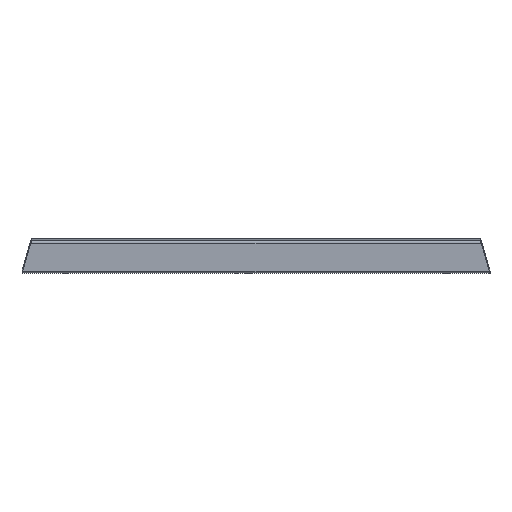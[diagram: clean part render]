
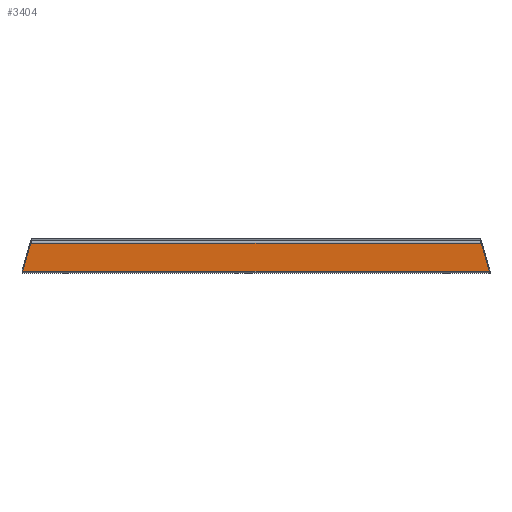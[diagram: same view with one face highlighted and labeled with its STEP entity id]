
A CAD part, front view. The second image highlights one B-rep face of the part: STEP entity #3404.
In plain terms, the highlighted planar face has unit normal (0, -0.999, -0.041).
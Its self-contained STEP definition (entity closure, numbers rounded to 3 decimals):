
#117 = PLANE('',#118);
#118 = AXIS2_PLACEMENT_3D('',#119,#120,#121);
#119 = CARTESIAN_POINT('',(-275.441,-0.197,
    30.727));
#120 = DIRECTION('',(-0.961,-0.011,0.277)
  );
#121 = DIRECTION('',(0.,-0.999,
    -0.041));
#217 = PLANE('',#218);
#218 = AXIS2_PLACEMENT_3D('',#219,#220,#221);
#219 = CARTESIAN_POINT('',(275.441,-0.197,
    30.727));
#220 = DIRECTION('',(-0.961,0.011,-0.277)
  );
#221 = DIRECTION('',(0.,-0.999,
    -0.041));
#1672 = VERTEX_POINT('',#1673);
#1673 = CARTESIAN_POINT('',(-289.206,-33.237,
    -18.298));
#1693 = CYLINDRICAL_SURFACE('',#1694,2.5);
#1694 = AXIS2_PLACEMENT_3D('',#1695,#1696,#1697);
#1695 = CARTESIAN_POINT('',(284.487,-30.739,
    -18.196));
#1696 = DIRECTION('',(-1.,0.,0.));
#1697 = DIRECTION('',(0.,-0.041,
    0.999));
#1920 = VERTEX_POINT('',#1921);
#1921 = CARTESIAN_POINT('',(-279.094,-34.656,
    16.674));
#1939 = CYLINDRICAL_SURFACE('',#1940,2.5);
#1940 = AXIS2_PLACEMENT_3D('',#1941,#1942,#1943);
#1941 = CARTESIAN_POINT('',(284.487,-32.158,
    16.775));
#1942 = DIRECTION('',(-1.,0.,0.));
#1943 = DIRECTION('',(0.,-0.041,
    0.999));
#1973 = EDGE_CURVE('',#1672,#1920,#1974,.T.);
#1974 = SURFACE_CURVE('',#1975,(#1979,#1986),.PCURVE_S1.);
#1975 = LINE('',#1976,#1977);
#1976 = CARTESIAN_POINT('',(-289.206,-33.237,
    -18.298));
#1977 = VECTOR('',#1978,1.);
#1978 = DIRECTION('',(0.278,-0.039,0.96)
  );
#1979 = PCURVE('',#117,#1980);
#1980 = DEFINITIONAL_REPRESENTATION('',(#1981),#1985);
#1981 = LINE('',#1982,#1983);
#1982 = CARTESIAN_POINT('',(35.,-49.593));
#1983 = VECTOR('',#1984,1.);
#1984 = DIRECTION('',(0.,1.));
#1985 = ( GEOMETRIC_REPRESENTATION_CONTEXT(2) 
PARAMETRIC_REPRESENTATION_CONTEXT() REPRESENTATION_CONTEXT('2D SPACE',''
  ) );
#1986 = PCURVE('',#1987,#1992);
#1987 = PLANE('',#1988);
#1988 = AXIS2_PLACEMENT_3D('',#1989,#1990,#1991);
#1989 = CARTESIAN_POINT('',(284.487,-33.237,
    -18.298));
#1990 = DIRECTION('',(0.,-0.999,
    -0.041));
#1991 = DIRECTION('',(0.,-0.041,
    0.999));
#1992 = DEFINITIONAL_REPRESENTATION('',(#1993),#1997);
#1993 = LINE('',#1994,#1995);
#1994 = CARTESIAN_POINT('',(0.,573.693));
#1995 = VECTOR('',#1996,1.);
#1996 = DIRECTION('',(0.961,-0.278));
#1997 = ( GEOMETRIC_REPRESENTATION_CONTEXT(2) 
PARAMETRIC_REPRESENTATION_CONTEXT() REPRESENTATION_CONTEXT('2D SPACE',''
  ) );
#2012 = VERTEX_POINT('',#2013);
#2013 = CARTESIAN_POINT('',(289.206,-33.237,
    -18.298));
#2062 = EDGE_CURVE('',#1672,#2012,#2063,.T.);
#2063 = SURFACE_CURVE('',#2064,(#2068,#2097),.PCURVE_S1.);
#2064 = LINE('',#2065,#2066);
#2065 = CARTESIAN_POINT('',(-289.206,-33.237,
    -18.298));
#2066 = VECTOR('',#2067,1.);
#2067 = DIRECTION('',(1.,0.,0.));
#2068 = PCURVE('',#1693,#2069);
#2069 = DEFINITIONAL_REPRESENTATION('',(#2070),#2096);
#2070 = B_SPLINE_CURVE_WITH_KNOTS('',3,(#2071,#2072,#2073,#2074,#2075,
    #2076,#2077,#2078,#2079,#2080,#2081,#2082,#2083,#2084,#2085,#2086,
    #2087,#2088,#2089,#2090,#2091,#2092,#2093,#2094,#2095),
  .UNSPECIFIED.,.F.,.F.,(4,1,1,1,1,1,1,1,1,1,1,1,1,1,1,1,1,1,1,1,1,1,4),
  (0.,26.291,52.583,78.874,105.166,
    131.457,157.749,184.04,210.331,
    236.623,262.914,289.206,315.497,
    341.788,368.08,394.371,420.663,
    446.954,473.246,499.537,525.828,
    552.12,578.411),.QUASI_UNIFORM_KNOTS.);
#2071 = CARTESIAN_POINT('',(4.712,573.693));
#2072 = CARTESIAN_POINT('',(4.712,564.929));
#2073 = CARTESIAN_POINT('',(4.712,547.401));
#2074 = CARTESIAN_POINT('',(4.712,521.11));
#2075 = CARTESIAN_POINT('',(4.712,494.818));
#2076 = CARTESIAN_POINT('',(4.712,468.527));
#2077 = CARTESIAN_POINT('',(4.712,442.236));
#2078 = CARTESIAN_POINT('',(4.712,415.944));
#2079 = CARTESIAN_POINT('',(4.712,389.653));
#2080 = CARTESIAN_POINT('',(4.712,363.361));
#2081 = CARTESIAN_POINT('',(4.712,337.07));
#2082 = CARTESIAN_POINT('',(4.712,310.778));
#2083 = CARTESIAN_POINT('',(4.712,284.487));
#2084 = CARTESIAN_POINT('',(4.712,258.196));
#2085 = CARTESIAN_POINT('',(4.712,231.904));
#2086 = CARTESIAN_POINT('',(4.712,205.613));
#2087 = CARTESIAN_POINT('',(4.712,179.321));
#2088 = CARTESIAN_POINT('',(4.712,153.03));
#2089 = CARTESIAN_POINT('',(4.712,126.739));
#2090 = CARTESIAN_POINT('',(4.712,100.447));
#2091 = CARTESIAN_POINT('',(4.712,74.156));
#2092 = CARTESIAN_POINT('',(4.712,47.864));
#2093 = CARTESIAN_POINT('',(4.712,21.573));
#2094 = CARTESIAN_POINT('',(4.712,4.045));
#2095 = CARTESIAN_POINT('',(4.712,-4.719));
#2096 = ( GEOMETRIC_REPRESENTATION_CONTEXT(2) 
PARAMETRIC_REPRESENTATION_CONTEXT() REPRESENTATION_CONTEXT('2D SPACE',''
  ) );
#2097 = PCURVE('',#1987,#2098);
#2098 = DEFINITIONAL_REPRESENTATION('',(#2099),#2103);
#2099 = LINE('',#2100,#2101);
#2100 = CARTESIAN_POINT('',(0.,573.693));
#2101 = VECTOR('',#2102,1.);
#2102 = DIRECTION('',(0.,-1.));
#2103 = ( GEOMETRIC_REPRESENTATION_CONTEXT(2) 
PARAMETRIC_REPRESENTATION_CONTEXT() REPRESENTATION_CONTEXT('2D SPACE',''
  ) );
#3312 = VERTEX_POINT('',#3313);
#3313 = CARTESIAN_POINT('',(279.094,-34.656,
    16.674));
#3362 = EDGE_CURVE('',#3312,#1920,#3363,.T.);
#3363 = SURFACE_CURVE('',#3364,(#3368,#3397),.PCURVE_S1.);
#3364 = LINE('',#3365,#3366);
#3365 = CARTESIAN_POINT('',(279.094,-34.656,
    16.674));
#3366 = VECTOR('',#3367,1.);
#3367 = DIRECTION('',(-1.,0.,0.));
#3368 = PCURVE('',#1939,#3369);
#3369 = DEFINITIONAL_REPRESENTATION('',(#3370),#3396);
#3370 = B_SPLINE_CURVE_WITH_KNOTS('',3,(#3371,#3372,#3373,#3374,#3375,
    #3376,#3377,#3378,#3379,#3380,#3381,#3382,#3383,#3384,#3385,#3386,
    #3387,#3388,#3389,#3390,#3391,#3392,#3393,#3394,#3395),
  .UNSPECIFIED.,.F.,.F.,(4,1,1,1,1,1,1,1,1,1,1,1,1,1,1,1,1,1,1,1,1,1,4),
  (0.,25.372,50.744,76.117,101.489,
    126.861,152.233,177.606,202.978,
    228.35,253.722,279.094,304.467,
    329.839,355.211,380.583,405.955,
    431.328,456.7,482.072,507.444,
    532.817,558.189),.QUASI_UNIFORM_KNOTS.);
#3371 = CARTESIAN_POINT('',(4.712,5.393));
#3372 = CARTESIAN_POINT('',(4.712,13.85));
#3373 = CARTESIAN_POINT('',(4.712,30.765));
#3374 = CARTESIAN_POINT('',(4.712,56.137));
#3375 = CARTESIAN_POINT('',(4.712,81.509));
#3376 = CARTESIAN_POINT('',(4.712,106.882));
#3377 = CARTESIAN_POINT('',(4.712,132.254));
#3378 = CARTESIAN_POINT('',(4.712,157.626));
#3379 = CARTESIAN_POINT('',(4.712,182.998));
#3380 = CARTESIAN_POINT('',(4.712,208.37));
#3381 = CARTESIAN_POINT('',(4.712,233.743));
#3382 = CARTESIAN_POINT('',(4.712,259.115));
#3383 = CARTESIAN_POINT('',(4.712,284.487));
#3384 = CARTESIAN_POINT('',(4.712,309.859));
#3385 = CARTESIAN_POINT('',(4.712,335.231));
#3386 = CARTESIAN_POINT('',(4.712,360.604));
#3387 = CARTESIAN_POINT('',(4.712,385.976));
#3388 = CARTESIAN_POINT('',(4.712,411.348));
#3389 = CARTESIAN_POINT('',(4.712,436.72));
#3390 = CARTESIAN_POINT('',(4.712,462.093));
#3391 = CARTESIAN_POINT('',(4.712,487.465));
#3392 = CARTESIAN_POINT('',(4.712,512.837));
#3393 = CARTESIAN_POINT('',(4.712,538.209));
#3394 = CARTESIAN_POINT('',(4.712,555.124));
#3395 = CARTESIAN_POINT('',(4.712,563.581));
#3396 = ( GEOMETRIC_REPRESENTATION_CONTEXT(2) 
PARAMETRIC_REPRESENTATION_CONTEXT() REPRESENTATION_CONTEXT('2D SPACE',''
  ) );
#3397 = PCURVE('',#1987,#3398);
#3398 = DEFINITIONAL_REPRESENTATION('',(#3399),#3403);
#3399 = LINE('',#3400,#3401);
#3400 = CARTESIAN_POINT('',(35.,5.393));
#3401 = VECTOR('',#3402,1.);
#3402 = DIRECTION('',(0.,1.));
#3403 = ( GEOMETRIC_REPRESENTATION_CONTEXT(2) 
PARAMETRIC_REPRESENTATION_CONTEXT() REPRESENTATION_CONTEXT('2D SPACE',''
  ) );
#3404 = ADVANCED_FACE('',(#3405),#1987,.T.);
#3405 = FACE_BOUND('',#3406,.F.);
#3406 = EDGE_LOOP('',(#3407,#3408,#3409,#3410));
#3407 = ORIENTED_EDGE('',*,*,#2062,.F.);
#3408 = ORIENTED_EDGE('',*,*,#1973,.T.);
#3409 = ORIENTED_EDGE('',*,*,#3362,.F.);
#3410 = ORIENTED_EDGE('',*,*,#3411,.T.);
#3411 = EDGE_CURVE('',#3312,#2012,#3412,.T.);
#3412 = SURFACE_CURVE('',#3413,(#3417,#3424),.PCURVE_S1.);
#3413 = LINE('',#3414,#3415);
#3414 = CARTESIAN_POINT('',(279.094,-34.656,
    16.674));
#3415 = VECTOR('',#3416,1.);
#3416 = DIRECTION('',(0.278,0.039,-0.96)
  );
#3417 = PCURVE('',#1987,#3418);
#3418 = DEFINITIONAL_REPRESENTATION('',(#3419),#3423);
#3419 = LINE('',#3420,#3421);
#3420 = CARTESIAN_POINT('',(35.,5.393));
#3421 = VECTOR('',#3422,1.);
#3422 = DIRECTION('',(-0.961,-0.278));
#3423 = ( GEOMETRIC_REPRESENTATION_CONTEXT(2) 
PARAMETRIC_REPRESENTATION_CONTEXT() REPRESENTATION_CONTEXT('2D SPACE',''
  ) );
#3424 = PCURVE('',#217,#3425);
#3425 = DEFINITIONAL_REPRESENTATION('',(#3426),#3430);
#3426 = LINE('',#3427,#3428);
#3427 = CARTESIAN_POINT('',(35.,-13.162));
#3428 = VECTOR('',#3429,1.);
#3429 = DIRECTION('',(0.,-1.));
#3430 = ( GEOMETRIC_REPRESENTATION_CONTEXT(2) 
PARAMETRIC_REPRESENTATION_CONTEXT() REPRESENTATION_CONTEXT('2D SPACE',''
  ) );
